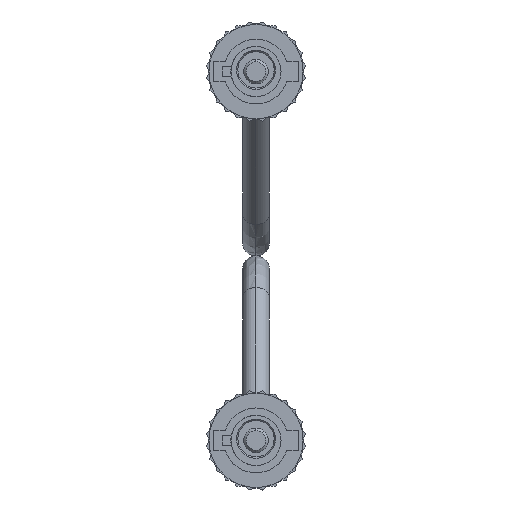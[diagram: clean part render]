
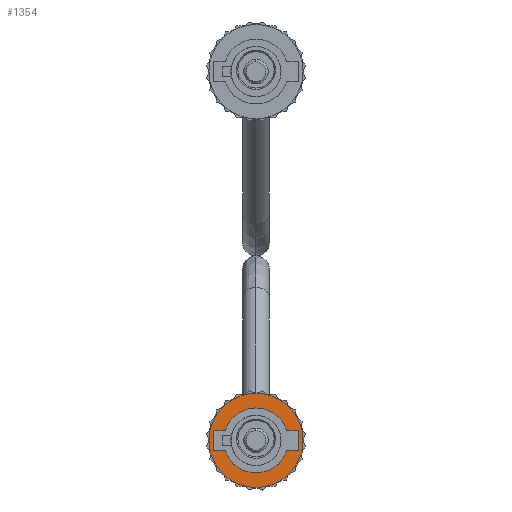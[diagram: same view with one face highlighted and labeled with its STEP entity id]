
A CAD part, front view. The second image highlights one B-rep face of the part: STEP entity #1354.
In plain terms, the highlighted face is planar.
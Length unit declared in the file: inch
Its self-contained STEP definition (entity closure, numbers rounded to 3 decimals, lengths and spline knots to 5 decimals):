
#588 = VERTEX_POINT ( 'NONE', #4867 ) ;
#590 = EDGE_CURVE ( 'NONE', #588, #591, #4862, .T. ) ;
#591 = VERTEX_POINT ( 'NONE', #4857 ) ;
#614 = EDGE_CURVE ( 'NONE', #616, #617, #4924, .T. ) ;
#616 = VERTEX_POINT ( 'NONE', #4909 ) ;
#617 = VERTEX_POINT ( 'NONE', #4937 ) ;
#1347 = ORIENTED_EDGE ( 'NONE', *, *, #1348, .F. ) ;
#1348 = EDGE_CURVE ( 'NONE', #1429, #1352, #6517, .T. ) ;
#1349 = EDGE_LOOP ( 'NONE', ( #1350, #1351 ) ) ;
#1350 = ORIENTED_EDGE ( 'NONE', *, *, #1466, .T. ) ;
#1351 = ORIENTED_EDGE ( 'NONE', *, *, #614, .T. ) ;
#1352 = VERTEX_POINT ( 'NONE', #6508 ) ;
#1354 = ADVANCED_FACE ( 'NONE', ( #6576, #6575 ), #6574, .T. ) ;
#1365 = ORIENTED_EDGE ( 'NONE', *, *, #1366, .F. ) ;
#1366 = EDGE_CURVE ( 'NONE', #1367, #1444, #6489, .T. ) ;
#1367 = VERTEX_POINT ( 'NONE', #6485 ) ;
#1368 = ORIENTED_EDGE ( 'NONE', *, *, #1436, .F. ) ;
#1405 = ORIENTED_EDGE ( 'NONE', *, *, #590, .F. ) ;
#1406 = ORIENTED_EDGE ( 'NONE', *, *, #1407, .F. ) ;
#1407 = EDGE_CURVE ( 'NONE', #1408, #588, #6594, .T. ) ;
#1408 = VERTEX_POINT ( 'NONE', #6659 ) ;
#1415 = EDGE_LOOP ( 'NONE', ( #1416, #1430, #1405, #1406, #1442, #1365, #1368, #1438, #1347 ) ) ;
#1416 = ORIENTED_EDGE ( 'NONE', *, *, #1417, .F. ) ;
#1417 = EDGE_CURVE ( 'NONE', #1428, #1429, #6741, .T. ) ;
#1428 = VERTEX_POINT ( 'NONE', #6683 ) ;
#1429 = VERTEX_POINT ( 'NONE', #6682 ) ;
#1430 = ORIENTED_EDGE ( 'NONE', *, *, #1431, .F. ) ;
#1431 = EDGE_CURVE ( 'NONE', #591, #1428, #6649, .T. ) ;
#1436 = EDGE_CURVE ( 'NONE', #1437, #1367, #6666, .T. ) ;
#1437 = VERTEX_POINT ( 'NONE', #6695 ) ;
#1438 = ORIENTED_EDGE ( 'NONE', *, *, #1439, .F. ) ;
#1439 = EDGE_CURVE ( 'NONE', #1352, #1437, #6689, .T. ) ;
#1442 = ORIENTED_EDGE ( 'NONE', *, *, #1443, .F. ) ;
#1443 = EDGE_CURVE ( 'NONE', #1444, #1408, #6660, .T. ) ;
#1444 = VERTEX_POINT ( 'NONE', #6691 ) ;
#1466 = EDGE_CURVE ( 'NONE', #617, #616, #6680, .T. ) ;
#4857 = CARTESIAN_POINT ( 'NONE',  ( 0.126, 0.45, 0.041 ) ) ;
#4858 = DIRECTION ( 'NONE',  ( 0., 0., 1. ) ) ;
#4859 = DIRECTION ( 'NONE',  ( 0., 1., 0. ) ) ;
#4860 = CARTESIAN_POINT ( 'NONE',  ( 0., 0.45, 0. ) ) ;
#4861 = AXIS2_PLACEMENT_3D ( 'NONE', #4860, #4859, #4858 ) ;
#4862 = CIRCLE ( 'NONE', #4861, 0.1325 ) ;
#4867 = CARTESIAN_POINT ( 'NONE',  ( 0., 0.45, 0.1325 ) ) ;
#4909 = CARTESIAN_POINT ( 'NONE',  ( 0., 0.45, 0.1925 ) ) ;
#4911 = DIRECTION ( 'NONE',  ( 0., 0., 1. ) ) ;
#4912 = DIRECTION ( 'NONE',  ( 0., 1., 0. ) ) ;
#4913 = CARTESIAN_POINT ( 'NONE',  ( 0., 0.45, 0. ) ) ;
#4914 = AXIS2_PLACEMENT_3D ( 'NONE', #4913, #4912, #4911 ) ;
#4924 = CIRCLE ( 'NONE', #4914, 0.1925 ) ;
#4937 = CARTESIAN_POINT ( 'NONE',  ( 0., 0.45, -0.1925 ) ) ;
#6190 = CARTESIAN_POINT ( 'NONE',  ( 0., 0.45, 0. ) ) ;
#6194 = AXIS2_PLACEMENT_3D ( 'NONE', #6190, #6299, #6398 ) ;
#6299 = DIRECTION ( 'NONE',  ( 0., 1., 0. ) ) ;
#6398 = DIRECTION ( 'NONE',  ( 0., 0., 1. ) ) ;
#6485 = CARTESIAN_POINT ( 'NONE',  ( -0.1725, 0.45, -0.041 ) ) ;
#6486 = DIRECTION ( 'NONE',  ( 0., 0., 1. ) ) ;
#6487 = VECTOR ( 'NONE', #6486, 39.37008 ) ;
#6488 = CARTESIAN_POINT ( 'NONE',  ( -0.1725, 0.45, -0.041 ) ) ;
#6489 = LINE ( 'NONE', #6488, #6487 ) ;
#6508 = CARTESIAN_POINT ( 'NONE',  ( 0.126, 0.45, -0.041 ) ) ;
#6509 = DIRECTION ( 'NONE',  ( -1., 0., 0. ) ) ;
#6510 = VECTOR ( 'NONE', #6509, 39.37008 ) ;
#6511 = CARTESIAN_POINT ( 'NONE',  ( 0.1725, 0.45, -0.041 ) ) ;
#6517 = LINE ( 'NONE', #6511, #6510 ) ;
#6569 = DIRECTION ( 'NONE',  ( 0., 0., 1. ) ) ;
#6570 = DIRECTION ( 'NONE',  ( 0., 1., 0. ) ) ;
#6571 = CARTESIAN_POINT ( 'NONE',  ( 0., 0.45, 0. ) ) ;
#6572 = AXIS2_PLACEMENT_3D ( 'NONE', #6571, #6570, #6569 ) ;
#6574 = PLANE ( 'NONE',  #6572 ) ;
#6575 = FACE_OUTER_BOUND ( 'NONE', #1349, .T. ) ;
#6576 = FACE_BOUND ( 'NONE', #1415, .T. ) ;
#6594 = CIRCLE ( 'NONE', #6194, 0.1325 ) ;
#6648 = CARTESIAN_POINT ( 'NONE',  ( 0.1725, 0.45, 0.041 ) ) ;
#6649 = LINE ( 'NONE', #6648, #6668 ) ;
#6659 = CARTESIAN_POINT ( 'NONE',  ( -0.126, 0.45, 0.041 ) ) ;
#6660 = LINE ( 'NONE', #6690, #6693 ) ;
#6661 = DIRECTION ( 'NONE',  ( 0., 0., 1. ) ) ;
#6662 = DIRECTION ( 'NONE',  ( 0., 1., 0. ) ) ;
#6666 = LINE ( 'NONE', #6698, #6697 ) ;
#6667 = DIRECTION ( 'NONE',  ( 1., 0., 0. ) ) ;
#6668 = VECTOR ( 'NONE', #6667, 39.37008 ) ;
#6673 = CARTESIAN_POINT ( 'NONE',  ( 0., 0.45, 0. ) ) ;
#6677 = DIRECTION ( 'NONE',  ( 0., 0., 1. ) ) ;
#6678 = DIRECTION ( 'NONE',  ( 0., 1., 0. ) ) ;
#6679 = AXIS2_PLACEMENT_3D ( 'NONE', #6673, #6678, #6677 ) ;
#6680 = CIRCLE ( 'NONE', #6679, 0.1925 ) ;
#6682 = CARTESIAN_POINT ( 'NONE',  ( 0.1725, 0.45, -0.041 ) ) ;
#6683 = CARTESIAN_POINT ( 'NONE',  ( 0.1725, 0.45, 0.041 ) ) ;
#6688 = AXIS2_PLACEMENT_3D ( 'NONE', #6694, #6662, #6661 ) ;
#6689 = CIRCLE ( 'NONE', #6688, 0.1325 ) ;
#6690 = CARTESIAN_POINT ( 'NONE',  ( -0.126, 0.45, 0.041 ) ) ;
#6691 = CARTESIAN_POINT ( 'NONE',  ( -0.1725, 0.45, 0.041 ) ) ;
#6692 = DIRECTION ( 'NONE',  ( 1., 0., 0. ) ) ;
#6693 = VECTOR ( 'NONE', #6692, 39.37008 ) ;
#6694 = CARTESIAN_POINT ( 'NONE',  ( 0., 0.45, 0. ) ) ;
#6695 = CARTESIAN_POINT ( 'NONE',  ( -0.126, 0.45, -0.041 ) ) ;
#6696 = DIRECTION ( 'NONE',  ( -1., 0., 0. ) ) ;
#6697 = VECTOR ( 'NONE', #6696, 39.37008 ) ;
#6698 = CARTESIAN_POINT ( 'NONE',  ( -0.126, 0.45, -0.041 ) ) ;
#6738 = DIRECTION ( 'NONE',  ( 0., 0., -1. ) ) ;
#6739 = VECTOR ( 'NONE', #6738, 39.37008 ) ;
#6740 = CARTESIAN_POINT ( 'NONE',  ( 0.1725, 0.45, -0.041 ) ) ;
#6741 = LINE ( 'NONE', #6740, #6739 ) ;
